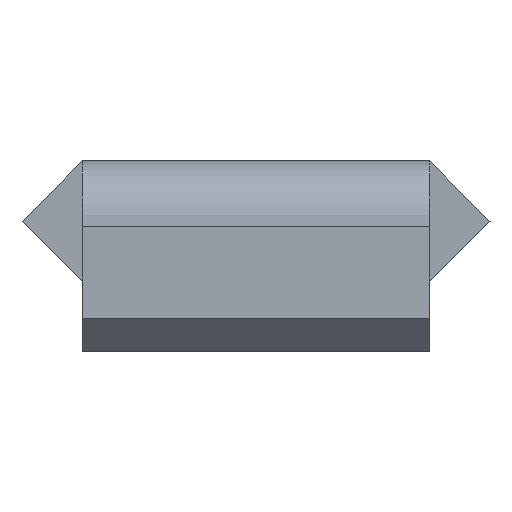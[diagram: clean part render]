
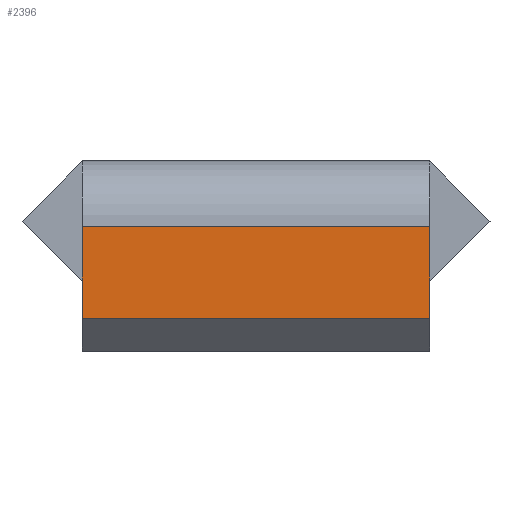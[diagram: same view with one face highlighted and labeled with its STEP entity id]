
A CAD part, front view. The second image highlights one B-rep face of the part: STEP entity #2396.
In plain terms, the highlighted planar face has unit normal (0, -1, 0).
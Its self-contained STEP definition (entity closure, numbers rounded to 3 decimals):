
#70=FACE_OUTER_BOUND('',#192,.T.);
#192=EDGE_LOOP('',(#1571,#1572,#1573,#1574));
#326=LINE('',#3334,#650);
#327=LINE('',#3337,#651);
#328=LINE('',#3339,#652);
#329=LINE('',#3340,#653);
#650=VECTOR('',#2694,10.);
#651=VECTOR('',#2697,10.);
#652=VECTOR('',#2698,10.);
#653=VECTOR('',#2699,10.);
#971=VERTEX_POINT('',#3327);
#974=VERTEX_POINT('',#3332);
#975=VERTEX_POINT('',#3336);
#976=VERTEX_POINT('',#3338);
#1212=EDGE_CURVE('',#974,#971,#326,.T.);
#1213=EDGE_CURVE('',#975,#974,#327,.T.);
#1214=EDGE_CURVE('',#976,#975,#328,.T.);
#1215=EDGE_CURVE('',#971,#976,#329,.T.);
#1571=ORIENTED_EDGE('',*,*,#1212,.F.);
#1572=ORIENTED_EDGE('',*,*,#1213,.F.);
#1573=ORIENTED_EDGE('',*,*,#1214,.F.);
#1574=ORIENTED_EDGE('',*,*,#1215,.F.);
#2284=PLANE('',#2532);
#2396=ADVANCED_FACE('',(#70),#2284,.F.);
#2532=AXIS2_PLACEMENT_3D('',#3335,#2695,#2696);
#2694=DIRECTION('',(-1.,0.,0.));
#2695=DIRECTION('center_axis',(0.,1.,0.));
#2696=DIRECTION('ref_axis',(1.,0.,0.));
#2697=DIRECTION('',(0.,0.,-1.));
#2698=DIRECTION('',(1.,0.,0.));
#2699=DIRECTION('',(0.,0.,1.));
#3327=CARTESIAN_POINT('',(-7.9,-238.398,57.361));
#3332=CARTESIAN_POINT('',(7.9,-238.398,57.361));
#3334=CARTESIAN_POINT('',(-3.95,-238.398,57.361));
#3335=CARTESIAN_POINT('Origin',(-7.9,-238.398,61.554));
#3336=CARTESIAN_POINT('',(7.9,-238.398,61.519));
#3337=CARTESIAN_POINT('',(7.9,-238.398,60.048));
#3338=CARTESIAN_POINT('',(-7.9,-238.398,61.519));
#3339=CARTESIAN_POINT('',(-7.9,-238.398,61.519));
#3340=CARTESIAN_POINT('',(-7.9,-238.398,63.048));
